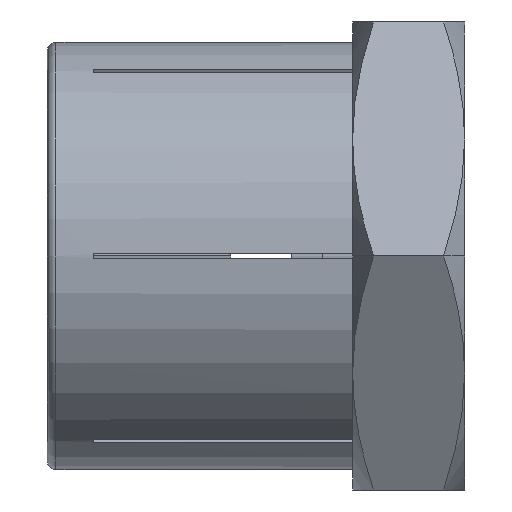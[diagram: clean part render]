
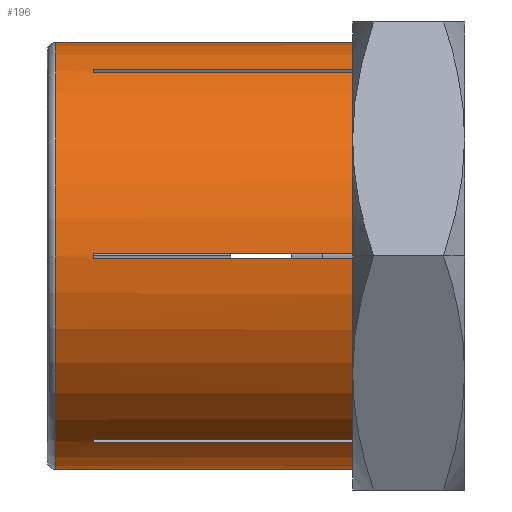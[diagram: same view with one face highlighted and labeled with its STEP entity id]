
A CAD part, front view. The second image highlights one B-rep face of the part: STEP entity #196.
In plain terms, the highlighted cylindrical face has radius 21 mm (diameter 42 mm), a partial arc.
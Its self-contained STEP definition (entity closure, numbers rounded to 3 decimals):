
#196=ADVANCED_FACE('',(#487),#488,.T.);
#487=FACE_OUTER_BOUND('',#880,.T.);
#488=CYLINDRICAL_SURFACE('',#881,21.0);
#880=EDGE_LOOP('',(#1408,#1409,#1410,#1411,#1412,#1413,#1414,#1415,#1416,#1417,#1418,#1419,#1420,#1421,#1422,#1423,#1424));
#881=AXIS2_PLACEMENT_3D('',#1425,#1426,#1427);
#1408=ORIENTED_EDGE('',*,*,#2386,.T.);
#1409=ORIENTED_EDGE('',*,*,#2466,.F.);
#1410=ORIENTED_EDGE('',*,*,#2467,.T.);
#1411=ORIENTED_EDGE('',*,*,#2468,.T.);
#1412=ORIENTED_EDGE('',*,*,#2469,.T.);
#1413=ORIENTED_EDGE('',*,*,#2470,.F.);
#1414=ORIENTED_EDGE('',*,*,#2471,.T.);
#1415=ORIENTED_EDGE('',*,*,#2472,.T.);
#1416=ORIENTED_EDGE('',*,*,#2473,.T.);
#1417=ORIENTED_EDGE('',*,*,#2474,.F.);
#1418=ORIENTED_EDGE('',*,*,#2475,.T.);
#1419=ORIENTED_EDGE('',*,*,#2476,.T.);
#1420=ORIENTED_EDGE('',*,*,#2477,.T.);
#1421=ORIENTED_EDGE('',*,*,#2478,.F.);
#1422=ORIENTED_EDGE('',*,*,#2387,.T.);
#1423=ORIENTED_EDGE('',*,*,#2479,.T.);
#1424=ORIENTED_EDGE('',*,*,#2480,.T.);
#1425=CARTESIAN_POINT('',(-15.0,0.0,0.0));
#1426=DIRECTION('',(1.0,0.0,0.0));
#1427=DIRECTION('',(0.0,0.0,-1.0));
#2386=EDGE_CURVE('',#2806,#2871,#2872,.T.);
#2387=EDGE_CURVE('',#2873,#2803,#2874,.T.);
#2466=EDGE_CURVE('',#2997,#2871,#2998,.T.);
#2467=EDGE_CURVE('',#2997,#2999,#3000,.T.);
#2468=EDGE_CURVE('',#2999,#3001,#3002,.T.);
#2469=EDGE_CURVE('',#3001,#3003,#3004,.T.);
#2470=EDGE_CURVE('',#3005,#3003,#3006,.T.);
#2471=EDGE_CURVE('',#3005,#3007,#3008,.T.);
#2472=EDGE_CURVE('',#3007,#3009,#3010,.T.);
#2473=EDGE_CURVE('',#3009,#3011,#3012,.T.);
#2474=EDGE_CURVE('',#3013,#3011,#3014,.T.);
#2475=EDGE_CURVE('',#3013,#3015,#3016,.T.);
#2476=EDGE_CURVE('',#3015,#3017,#3018,.T.);
#2477=EDGE_CURVE('',#3017,#3019,#3020,.T.);
#2478=EDGE_CURVE('',#2873,#3019,#3021,.T.);
#2479=EDGE_CURVE('',#2803,#3022,#3023,.T.);
#2480=EDGE_CURVE('',#3022,#2806,#3024,.T.);
#2803=VERTEX_POINT('',#3469);
#2806=VERTEX_POINT('',#3472);
#2871=VERTEX_POINT('',#3557);
#2872=LINE('',#3558,#3559);
#2873=VERTEX_POINT('',#3560);
#2874=LINE('',#3561,#3562);
#2997=VERTEX_POINT('',#3722);
#2998=CIRCLE('',#3723,21.0);
#2999=VERTEX_POINT('',#3724);
#3000=LINE('',#3725,#3726);
#3001=VERTEX_POINT('',#3727);
#3002=CIRCLE('',#3728,21.0);
#3003=VERTEX_POINT('',#3729);
#3004=LINE('',#3730,#3731);
#3005=VERTEX_POINT('',#3732);
#3006=CIRCLE('',#3733,21.0);
#3007=VERTEX_POINT('',#3734);
#3008=LINE('',#3735,#3736);
#3009=VERTEX_POINT('',#3737);
#3010=CIRCLE('',#3738,21.0);
#3011=VERTEX_POINT('',#3739);
#3012=LINE('',#3740,#3741);
#3013=VERTEX_POINT('',#3742);
#3014=CIRCLE('',#3743,21.0);
#3015=VERTEX_POINT('',#3744);
#3016=LINE('',#3745,#3746);
#3017=VERTEX_POINT('',#3747);
#3018=CIRCLE('',#3748,21.0);
#3019=VERTEX_POINT('',#3749);
#3020=LINE('',#3750,#3751);
#3021=CIRCLE('',#3752,21.0);
#3022=VERTEX_POINT('',#3753);
#3023=CIRCLE('',#3754,21.0);
#3024=CIRCLE('',#3755,21.0);
#3469=CARTESIAN_POINT('',(-29.16,0.,21.0));
#3472=CARTESIAN_POINT('',(-29.16,0.,-21.0));
#3557=CARTESIAN_POINT('',(0.0,0.,-21.0));
#3558=CARTESIAN_POINT('',(-15.0,0.,-21.0));
#3559=VECTOR('',#4642,1.0);
#3560=CARTESIAN_POINT('',(0.0,0.,21.0));
#3561=CARTESIAN_POINT('',(-15.0,0.,21.0));
#3562=VECTOR('',#4643,1.0);
#3722=CARTESIAN_POINT('',(0.0,-10.318,-18.291));
#3723=AXIS2_PLACEMENT_3D('',#4755,#4756,#4757);
#3724=CARTESIAN_POINT('',(-25.5,-10.318,-18.291));
#3725=CARTESIAN_POINT('',(-12.75,-10.318,-18.291));
#3726=VECTOR('',#4758,1.0);
#3727=CARTESIAN_POINT('',(-25.5,-10.681,-18.081));
#3728=AXIS2_PLACEMENT_3D('',#4759,#4760,#4761);
#3729=CARTESIAN_POINT('',(0.0,-10.681,-18.081));
#3730=CARTESIAN_POINT('',(-12.75,-10.681,-18.081));
#3731=VECTOR('',#4762,1.0);
#3732=CARTESIAN_POINT('',(0.0,-20.999,-0.21));
#3733=AXIS2_PLACEMENT_3D('',#4763,#4764,#4765);
#3734=CARTESIAN_POINT('',(-25.5,-20.999,-0.21));
#3735=CARTESIAN_POINT('',(-12.75,-20.999,-0.21));
#3736=VECTOR('',#4766,1.0);
#3737=CARTESIAN_POINT('',(-25.5,-20.999,0.21));
#3738=AXIS2_PLACEMENT_3D('',#4767,#4768,#4769);
#3739=CARTESIAN_POINT('',(0.0,-20.999,0.21));
#3740=CARTESIAN_POINT('',(-12.75,-20.999,0.21));
#3741=VECTOR('',#4770,1.0);
#3742=CARTESIAN_POINT('',(0.0,-10.681,18.081));
#3743=AXIS2_PLACEMENT_3D('',#4771,#4772,#4773);
#3744=CARTESIAN_POINT('',(-25.5,-10.681,18.081));
#3745=CARTESIAN_POINT('',(-12.75,-10.681,18.081));
#3746=VECTOR('',#4774,1.0);
#3747=CARTESIAN_POINT('',(-25.5,-10.318,18.291));
#3748=AXIS2_PLACEMENT_3D('',#4775,#4776,#4777);
#3749=CARTESIAN_POINT('',(0.0,-10.318,18.291));
#3750=CARTESIAN_POINT('',(-12.75,-10.318,18.291));
#3751=VECTOR('',#4778,1.0);
#3752=AXIS2_PLACEMENT_3D('',#4779,#4780,#4781);
#3753=CARTESIAN_POINT('',(-29.16,-21.0,0.));
#3754=AXIS2_PLACEMENT_3D('',#4782,#4783,#4784);
#3755=AXIS2_PLACEMENT_3D('',#4785,#4786,#4787);
#4642=DIRECTION('',(1.0,0.0,0.0));
#4643=DIRECTION('',(-1.0,-0.0,-0.0));
#4755=CARTESIAN_POINT('',(0.0,0.0,0.0));
#4756=DIRECTION('',(1.0,0.0,0.0));
#4757=DIRECTION('',(0.0,0.0,-1.0));
#4758=DIRECTION('',(-1.0,-0.0,0.0));
#4759=CARTESIAN_POINT('',(-25.5,0.0,0.0));
#4760=DIRECTION('',(-1.0,-0.0,-0.0));
#4761=DIRECTION('',(0.0,0.0,-1.0));
#4762=DIRECTION('',(1.0,0.0,0.0));
#4763=CARTESIAN_POINT('',(0.0,0.0,0.0));
#4764=DIRECTION('',(1.0,0.0,0.0));
#4765=DIRECTION('',(0.0,0.0,-1.0));
#4766=DIRECTION('',(-1.0,-0.0,0.0));
#4767=CARTESIAN_POINT('',(-25.5,0.0,0.0));
#4768=DIRECTION('',(-1.0,-0.0,-0.0));
#4769=DIRECTION('',(0.0,0.0,-1.0));
#4770=DIRECTION('',(1.0,0.0,0.0));
#4771=CARTESIAN_POINT('',(0.0,0.0,0.0));
#4772=DIRECTION('',(1.0,0.0,0.0));
#4773=DIRECTION('',(0.0,0.0,-1.0));
#4774=DIRECTION('',(-1.0,-0.0,0.0));
#4775=CARTESIAN_POINT('',(-25.5,0.0,0.0));
#4776=DIRECTION('',(-1.0,-0.0,-0.0));
#4777=DIRECTION('',(0.0,0.0,-1.0));
#4778=DIRECTION('',(1.0,0.0,0.0));
#4779=CARTESIAN_POINT('',(0.0,0.0,0.0));
#4780=DIRECTION('',(1.0,0.0,0.0));
#4781=DIRECTION('',(0.0,0.0,-1.0));
#4782=CARTESIAN_POINT('',(-29.16,0.,0.));
#4783=DIRECTION('',(1.0,0.0,0.0));
#4784=DIRECTION('',(0.0,0.0,-1.0));
#4785=CARTESIAN_POINT('',(-29.16,0.,0.));
#4786=DIRECTION('',(1.0,0.0,0.0));
#4787=DIRECTION('',(0.0,0.0,-1.0));
